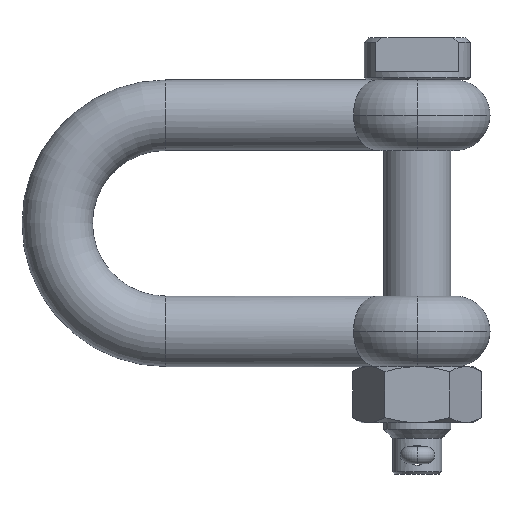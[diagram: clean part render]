
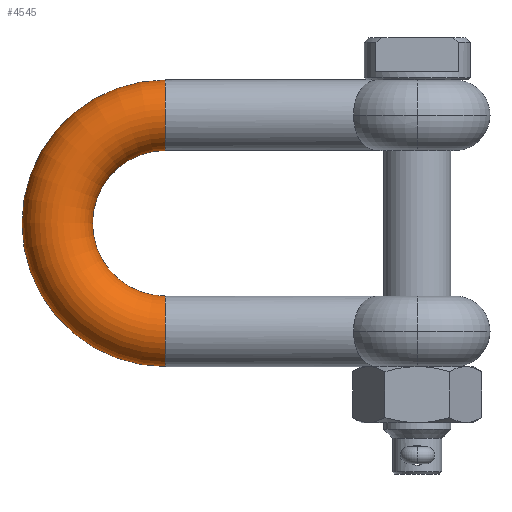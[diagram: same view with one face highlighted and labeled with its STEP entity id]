
A CAD part, left-side view. The second image highlights one B-rep face of the part: STEP entity #4545.
In plain terms, the highlighted toroidal (fillet/blend) face has major radius 9.65 mm and minor radius 3.15 mm.
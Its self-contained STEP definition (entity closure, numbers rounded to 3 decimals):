
#50 = CARTESIAN_POINT ( 'NONE',  ( 0., 22.5, -6.5 ) ) ;
#104 = AXIS2_PLACEMENT_3D ( 'NONE', #3115, #4641, #1267 ) ;
#175 = EDGE_CURVE ( 'NONE', #2722, #1324, #3730, .T. ) ;
#424 = FACE_OUTER_BOUND ( 'NONE', #1121, .T. ) ;
#730 = DIRECTION ( 'NONE',  ( 0., 0., 1. ) ) ;
#805 = CIRCLE ( 'NONE', #3564, 6.5 ) ;
#929 = DIRECTION ( 'NONE',  ( -1., 0., 0. ) ) ;
#1008 = CARTESIAN_POINT ( 'NONE',  ( 0., 22.5, -19.3 ) ) ;
#1052 = AXIS2_PLACEMENT_3D ( 'NONE', #50, #1567, #3053 ) ;
#1100 = EDGE_CURVE ( 'NONE', #2269, #3670, #2035, .T. ) ;
#1121 = EDGE_LOOP ( 'NONE', ( #2283, #2337, #2760, #1210 ) ) ;
#1210 = ORIENTED_EDGE ( 'NONE', *, *, #4614, .F. ) ;
#1249 = CARTESIAN_POINT ( 'NONE',  ( 0., 22.5, -6.5 ) ) ;
#1267 = DIRECTION ( 'NONE',  ( 0., 0., -1. ) ) ;
#1324 = VERTEX_POINT ( 'NONE', #1008 ) ;
#1461 = CARTESIAN_POINT ( 'NONE',  ( 0., 22.5, 6.3 ) ) ;
#1567 = DIRECTION ( 'NONE',  ( -1., 0., 0. ) ) ;
#2035 = CIRCLE ( 'NONE', #4790, 3.15 ) ;
#2269 = VERTEX_POINT ( 'NONE', #3288 ) ;
#2283 = ORIENTED_EDGE ( 'NONE', *, *, #1100, .T. ) ;
#2337 = ORIENTED_EDGE ( 'NONE', *, *, #3925, .T. ) ;
#2432 = DIRECTION ( 'NONE',  ( 0., 0., 1. ) ) ;
#2547 = TOROIDAL_SURFACE ( 'NONE', #1052, 9.65, 3.15 ) ;
#2604 = CARTESIAN_POINT ( 'NONE',  ( 0., 22.5, 3.15 ) ) ;
#2722 = VERTEX_POINT ( 'NONE', #4123 ) ;
#2741 = DIRECTION ( 'NONE',  ( -1., 0., 0. ) ) ;
#2760 = ORIENTED_EDGE ( 'NONE', *, *, #175, .F. ) ;
#3053 = DIRECTION ( 'NONE',  ( 0., 0., 1. ) ) ;
#3115 = CARTESIAN_POINT ( 'NONE',  ( 0., 22.5, -16.15 ) ) ;
#3288 = CARTESIAN_POINT ( 'NONE',  ( 0., 22.5, 0. ) ) ;
#3469 = CIRCLE ( 'NONE', #4108, 12.8 ) ;
#3564 = AXIS2_PLACEMENT_3D ( 'NONE', #1249, #2741, #4251 ) ;
#3670 = VERTEX_POINT ( 'NONE', #1461 ) ;
#3730 = CIRCLE ( 'NONE', #104, 3.15 ) ;
#3925 = EDGE_CURVE ( 'NONE', #3670, #1324, #3469, .T. ) ;
#4105 = DIRECTION ( 'NONE',  ( 0., 1., 0. ) ) ;
#4108 = AXIS2_PLACEMENT_3D ( 'NONE', #4303, #929, #2432 ) ;
#4123 = CARTESIAN_POINT ( 'NONE',  ( 0., 22.5, -13. ) ) ;
#4251 = DIRECTION ( 'NONE',  ( 0., 0., 1. ) ) ;
#4303 = CARTESIAN_POINT ( 'NONE',  ( 0., 22.5, -6.5 ) ) ;
#4545 = ADVANCED_FACE ( 'NONE', ( #424 ), #2547, .T. ) ;
#4614 = EDGE_CURVE ( 'NONE', #2269, #2722, #805, .T. ) ;
#4641 = DIRECTION ( 'NONE',  ( 0., -1., 0. ) ) ;
#4790 = AXIS2_PLACEMENT_3D ( 'NONE', #2604, #4105, #730 ) ;
